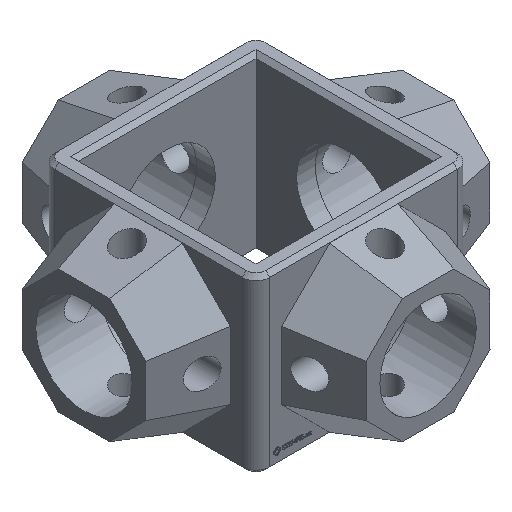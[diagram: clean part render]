
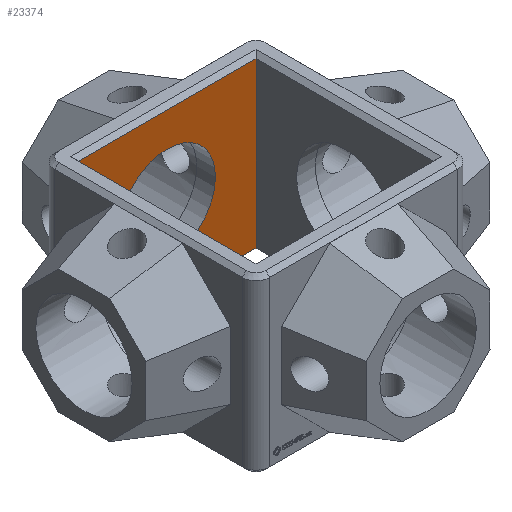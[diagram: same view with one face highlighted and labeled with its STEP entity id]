
A CAD part, isometric view. The second image highlights one B-rep face of the part: STEP entity #23374.
In plain terms, the highlighted planar face has unit normal (0, -1, 0).
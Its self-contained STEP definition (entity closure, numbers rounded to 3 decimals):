
#3352 = PLANE('',#3353);
#3353 = AXIS2_PLACEMENT_3D('',#3354,#3355,#3356);
#3354 = CARTESIAN_POINT('',(-6.45,6.595,-6.105));
#3355 = DIRECTION('',(0.,0.707,0.707));
#3356 = DIRECTION('',(-1.,-0.,0.));
#3657 = PLANE('',#3658);
#3658 = AXIS2_PLACEMENT_3D('',#3659,#3660,#3661);
#3659 = CARTESIAN_POINT('',(-6.45,6.595,6.105));
#3660 = DIRECTION('',(0.,-0.707,0.707));
#3661 = DIRECTION('',(-1.,-0.,-0.));
#7632 = VERTEX_POINT('',#7633);
#7633 = CARTESIAN_POINT('',(-6.45,6.45,-5.96));
#7668 = PLANE('',#7669);
#7669 = AXIS2_PLACEMENT_3D('',#7670,#7671,#7672);
#7670 = CARTESIAN_POINT('',(-6.45,-6.45,-6.25));
#7671 = DIRECTION('',(-1.,0.,0.));
#7672 = DIRECTION('',(0.,1.,0.));
#7740 = VERTEX_POINT('',#7741);
#7741 = CARTESIAN_POINT('',(6.45,6.45,-5.96));
#7762 = EDGE_CURVE('',#7632,#7740,#7763,.T.);
#7763 = SURFACE_CURVE('',#7764,(#7768,#7775),.PCURVE_S1.);
#7764 = LINE('',#7765,#7766);
#7765 = CARTESIAN_POINT('',(-6.45,6.45,-5.96));
#7766 = VECTOR('',#7767,1.);
#7767 = DIRECTION('',(1.,0.,0.));
#7768 = PCURVE('',#3352,#7769);
#7769 = DEFINITIONAL_REPRESENTATION('',(#7770),#7774);
#7770 = LINE('',#7771,#7772);
#7771 = CARTESIAN_POINT('',(-0.,0.205));
#7772 = VECTOR('',#7773,1.);
#7773 = DIRECTION('',(-1.,0.));
#7774 = ( GEOMETRIC_REPRESENTATION_CONTEXT(2) 
PARAMETRIC_REPRESENTATION_CONTEXT() REPRESENTATION_CONTEXT('2D SPACE',''
  ) );
#7775 = PCURVE('',#7776,#7781);
#7776 = PLANE('',#7777);
#7777 = AXIS2_PLACEMENT_3D('',#7778,#7779,#7780);
#7778 = CARTESIAN_POINT('',(-6.45,6.45,-6.25));
#7779 = DIRECTION('',(0.,1.,0.));
#7780 = DIRECTION('',(1.,0.,0.));
#7781 = DEFINITIONAL_REPRESENTATION('',(#7782),#7786);
#7782 = LINE('',#7783,#7784);
#7783 = CARTESIAN_POINT('',(0.,-0.29));
#7784 = VECTOR('',#7785,1.);
#7785 = DIRECTION('',(1.,0.));
#7786 = ( GEOMETRIC_REPRESENTATION_CONTEXT(2) 
PARAMETRIC_REPRESENTATION_CONTEXT() REPRESENTATION_CONTEXT('2D SPACE',''
  ) );
#7808 = PLANE('',#7809);
#7809 = AXIS2_PLACEMENT_3D('',#7810,#7811,#7812);
#7810 = CARTESIAN_POINT('',(6.45,6.45,-6.25));
#7811 = DIRECTION('',(1.,0.,0.));
#7812 = DIRECTION('',(0.,-1.,0.));
#7979 = VERTEX_POINT('',#7980);
#7980 = CARTESIAN_POINT('',(-6.45,6.45,5.96));
#8077 = VERTEX_POINT('',#8078);
#8078 = CARTESIAN_POINT('',(6.45,6.45,5.96));
#8099 = EDGE_CURVE('',#7979,#8077,#8100,.T.);
#8100 = SURFACE_CURVE('',#8101,(#8105,#8112),.PCURVE_S1.);
#8101 = LINE('',#8102,#8103);
#8102 = CARTESIAN_POINT('',(-6.45,6.45,5.96));
#8103 = VECTOR('',#8104,1.);
#8104 = DIRECTION('',(1.,0.,0.));
#8105 = PCURVE('',#3657,#8106);
#8106 = DEFINITIONAL_REPRESENTATION('',(#8107),#8111);
#8107 = LINE('',#8108,#8109);
#8108 = CARTESIAN_POINT('',(-0.,0.205));
#8109 = VECTOR('',#8110,1.);
#8110 = DIRECTION('',(-1.,0.));
#8111 = ( GEOMETRIC_REPRESENTATION_CONTEXT(2) 
PARAMETRIC_REPRESENTATION_CONTEXT() REPRESENTATION_CONTEXT('2D SPACE',''
  ) );
#8112 = PCURVE('',#7776,#8113);
#8113 = DEFINITIONAL_REPRESENTATION('',(#8114),#8118);
#8114 = LINE('',#8115,#8116);
#8115 = CARTESIAN_POINT('',(0.,-12.21));
#8116 = VECTOR('',#8117,1.);
#8117 = DIRECTION('',(1.,0.));
#8118 = ( GEOMETRIC_REPRESENTATION_CONTEXT(2) 
PARAMETRIC_REPRESENTATION_CONTEXT() REPRESENTATION_CONTEXT('2D SPACE',''
  ) );
#10239 = CYLINDRICAL_SURFACE('',#10240,3.5);
#10240 = AXIS2_PLACEMENT_3D('',#10241,#10242,#10243);
#10241 = CARTESIAN_POINT('',(0.,0.,0.));
#10242 = DIRECTION('',(0.,-1.,0.));
#10243 = DIRECTION('',(-1.,0.,0.));
#23256 = EDGE_CURVE('',#7632,#7979,#23257,.T.);
#23257 = SURFACE_CURVE('',#23258,(#23262,#23269),.PCURVE_S1.);
#23258 = LINE('',#23259,#23260);
#23259 = CARTESIAN_POINT('',(-6.45,6.45,-6.25));
#23260 = VECTOR('',#23261,1.);
#23261 = DIRECTION('',(0.,0.,1.));
#23262 = PCURVE('',#7668,#23263);
#23263 = DEFINITIONAL_REPRESENTATION('',(#23264),#23268);
#23264 = LINE('',#23265,#23266);
#23265 = CARTESIAN_POINT('',(12.9,0.));
#23266 = VECTOR('',#23267,1.);
#23267 = DIRECTION('',(0.,-1.));
#23268 = ( GEOMETRIC_REPRESENTATION_CONTEXT(2) 
PARAMETRIC_REPRESENTATION_CONTEXT() REPRESENTATION_CONTEXT('2D SPACE',''
  ) );
#23269 = PCURVE('',#7776,#23270);
#23270 = DEFINITIONAL_REPRESENTATION('',(#23271),#23275);
#23271 = LINE('',#23272,#23273);
#23272 = CARTESIAN_POINT('',(0.,0.));
#23273 = VECTOR('',#23274,1.);
#23274 = DIRECTION('',(0.,-1.));
#23275 = ( GEOMETRIC_REPRESENTATION_CONTEXT(2) 
PARAMETRIC_REPRESENTATION_CONTEXT() REPRESENTATION_CONTEXT('2D SPACE',''
  ) );
#23374 = ADVANCED_FACE('',(#23375,#23401),#7776,.F.);
#23375 = FACE_BOUND('',#23376,.F.);
#23376 = EDGE_LOOP('',(#23377,#23378,#23379,#23400));
#23377 = ORIENTED_EDGE('',*,*,#23256,.T.);
#23378 = ORIENTED_EDGE('',*,*,#8099,.T.);
#23379 = ORIENTED_EDGE('',*,*,#23380,.F.);
#23380 = EDGE_CURVE('',#7740,#8077,#23381,.T.);
#23381 = SURFACE_CURVE('',#23382,(#23386,#23393),.PCURVE_S1.);
#23382 = LINE('',#23383,#23384);
#23383 = CARTESIAN_POINT('',(6.45,6.45,-6.25));
#23384 = VECTOR('',#23385,1.);
#23385 = DIRECTION('',(0.,0.,1.));
#23386 = PCURVE('',#7776,#23387);
#23387 = DEFINITIONAL_REPRESENTATION('',(#23388),#23392);
#23388 = LINE('',#23389,#23390);
#23389 = CARTESIAN_POINT('',(12.9,0.));
#23390 = VECTOR('',#23391,1.);
#23391 = DIRECTION('',(0.,-1.));
#23392 = ( GEOMETRIC_REPRESENTATION_CONTEXT(2) 
PARAMETRIC_REPRESENTATION_CONTEXT() REPRESENTATION_CONTEXT('2D SPACE',''
  ) );
#23393 = PCURVE('',#7808,#23394);
#23394 = DEFINITIONAL_REPRESENTATION('',(#23395),#23399);
#23395 = LINE('',#23396,#23397);
#23396 = CARTESIAN_POINT('',(0.,0.));
#23397 = VECTOR('',#23398,1.);
#23398 = DIRECTION('',(0.,-1.));
#23399 = ( GEOMETRIC_REPRESENTATION_CONTEXT(2) 
PARAMETRIC_REPRESENTATION_CONTEXT() REPRESENTATION_CONTEXT('2D SPACE',''
  ) );
#23400 = ORIENTED_EDGE('',*,*,#7762,.F.);
#23401 = FACE_BOUND('',#23402,.F.);
#23402 = EDGE_LOOP('',(#23403));
#23403 = ORIENTED_EDGE('',*,*,#23404,.T.);
#23404 = EDGE_CURVE('',#23405,#23405,#23407,.T.);
#23405 = VERTEX_POINT('',#23406);
#23406 = CARTESIAN_POINT('',(-3.5,6.45,0.));
#23407 = SURFACE_CURVE('',#23408,(#23413,#23424),.PCURVE_S1.);
#23408 = CIRCLE('',#23409,3.5);
#23409 = AXIS2_PLACEMENT_3D('',#23410,#23411,#23412);
#23410 = CARTESIAN_POINT('',(0.,6.45,0.));
#23411 = DIRECTION('',(0.,-1.,0.));
#23412 = DIRECTION('',(-1.,0.,0.));
#23413 = PCURVE('',#7776,#23414);
#23414 = DEFINITIONAL_REPRESENTATION('',(#23415),#23423);
#23415 = ( BOUNDED_CURVE() B_SPLINE_CURVE(2,(#23416,#23417,#23418,#23419
    ,#23420,#23421,#23422),.UNSPECIFIED.,.T.,.F.) 
B_SPLINE_CURVE_WITH_KNOTS((1,2,2,2,2,1),(-2.094,0.,
    2.094,4.189,6.283,8.378),
.UNSPECIFIED.) CURVE() GEOMETRIC_REPRESENTATION_ITEM() 
RATIONAL_B_SPLINE_CURVE((1.,0.5,1.,0.5,1.,0.5,1.)) REPRESENTATION_ITEM(
  '') );
#23416 = CARTESIAN_POINT('',(2.95,-6.25));
#23417 = CARTESIAN_POINT('',(2.95,-0.188));
#23418 = CARTESIAN_POINT('',(8.2,-3.219));
#23419 = CARTESIAN_POINT('',(13.45,-6.25));
#23420 = CARTESIAN_POINT('',(8.2,-9.281));
#23421 = CARTESIAN_POINT('',(2.95,-12.312));
#23422 = CARTESIAN_POINT('',(2.95,-6.25));
#23423 = ( GEOMETRIC_REPRESENTATION_CONTEXT(2) 
PARAMETRIC_REPRESENTATION_CONTEXT() REPRESENTATION_CONTEXT('2D SPACE',''
  ) );
#23424 = PCURVE('',#10239,#23425);
#23425 = DEFINITIONAL_REPRESENTATION('',(#23426),#23430);
#23426 = LINE('',#23427,#23428);
#23427 = CARTESIAN_POINT('',(-6.283,-6.45));
#23428 = VECTOR('',#23429,1.);
#23429 = DIRECTION('',(1.,-0.));
#23430 = ( GEOMETRIC_REPRESENTATION_CONTEXT(2) 
PARAMETRIC_REPRESENTATION_CONTEXT() REPRESENTATION_CONTEXT('2D SPACE',''
  ) );
